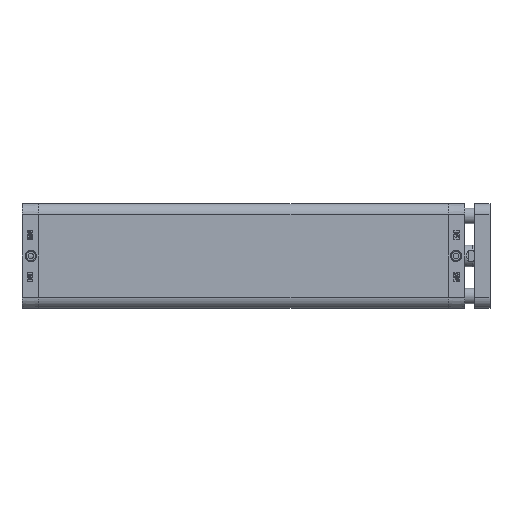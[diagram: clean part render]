
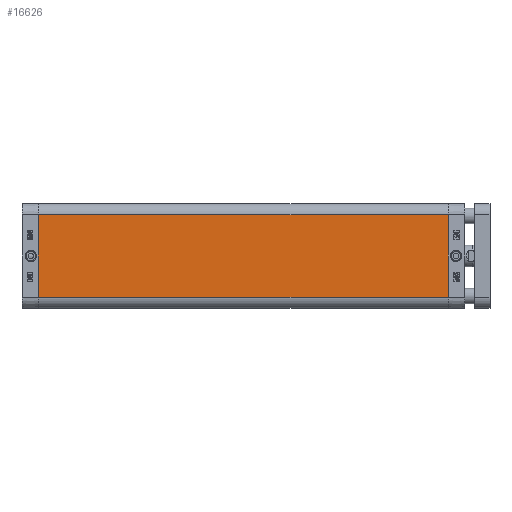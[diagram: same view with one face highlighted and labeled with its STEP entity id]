
A CAD part, left-side view. The second image highlights one B-rep face of the part: STEP entity #16626.
In plain terms, the highlighted planar face has unit normal (-1, 0, 0).
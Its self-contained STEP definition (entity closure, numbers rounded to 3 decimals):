
#11793=CARTESIAN_POINT('',(-47.75,-374.0,37.75));
#11794=VERTEX_POINT('',#11793);
#11801=CARTESIAN_POINT('',(-47.75,-374.0,-37.75));
#11802=VERTEX_POINT('',#11801);
#11803=CARTESIAN_POINT('',(-47.75,-374.0,-37.75));
#11804=DIRECTION('',(0.0,0.0,1.0));
#11805=VECTOR('',#11804,75.5);
#11806=LINE('',#11803,#11805);
#11807=EDGE_CURVE('',#11802,#11794,#11806,.T.);
#16584=CARTESIAN_POINT('',(-47.75,0.0,-37.75));
#16585=VERTEX_POINT('',#16584);
#16586=CARTESIAN_POINT('',(-47.75,0.0,-37.75));
#16587=DIRECTION('',(0.0,-1.0,0.0));
#16588=VECTOR('',#16587,374.0);
#16589=LINE('',#16586,#16588);
#16590=EDGE_CURVE('',#16585,#11802,#16589,.T.);
#16603=CARTESIAN_POINT('',(-47.75,0.0,-37.75));
#16604=DIRECTION('',(-1.0,0.0,0.0));
#16605=DIRECTION('',(0.0,0.0,1.0));
#16606=AXIS2_PLACEMENT_3D('',#16603,#16604,#16605);
#16607=PLANE('',#16606);
#16608=ORIENTED_EDGE('',*,*,#11807,.T.);
#16609=CARTESIAN_POINT('',(-47.75,0.0,37.75));
#16610=VERTEX_POINT('',#16609);
#16611=CARTESIAN_POINT('',(-47.75,0.0,37.75));
#16612=DIRECTION('',(0.0,-1.0,0.0));
#16613=VECTOR('',#16612,374.0);
#16614=LINE('',#16611,#16613);
#16615=EDGE_CURVE('',#16610,#11794,#16614,.T.);
#16616=ORIENTED_EDGE('',*,*,#16615,.F.);
#16617=CARTESIAN_POINT('',(-47.75,0.0,-37.75));
#16618=DIRECTION('',(0.0,0.0,1.0));
#16619=VECTOR('',#16618,75.5);
#16620=LINE('',#16617,#16619);
#16621=EDGE_CURVE('',#16585,#16610,#16620,.T.);
#16622=ORIENTED_EDGE('',*,*,#16621,.F.);
#16623=ORIENTED_EDGE('',*,*,#16590,.T.);
#16624=EDGE_LOOP('',(#16608,#16616,#16622,#16623));
#16625=FACE_OUTER_BOUND('',#16624,.T.);
#16626=ADVANCED_FACE('',(#16625),#16607,.T.);
